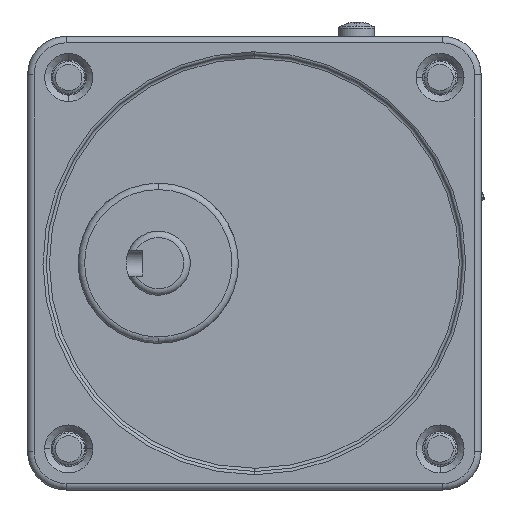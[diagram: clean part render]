
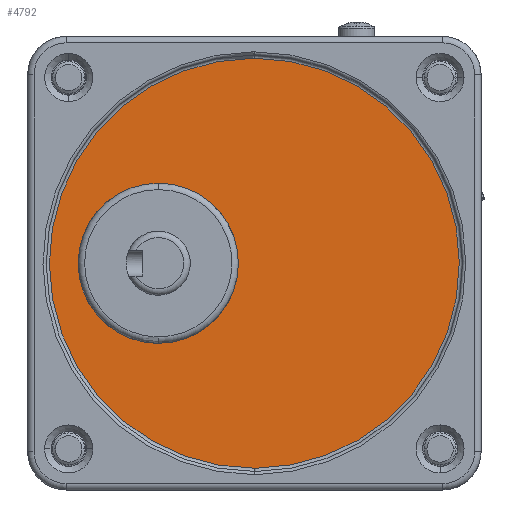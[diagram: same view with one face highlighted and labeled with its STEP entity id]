
A CAD part, front view. The second image highlights one B-rep face of the part: STEP entity #4792.
In plain terms, the highlighted face is planar.
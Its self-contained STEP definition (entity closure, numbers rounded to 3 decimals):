
#3990=CARTESIAN_POINT('',(0.,0.,41.));
#3991=DIRECTION('',(0.,0.,1.));
#3992=DIRECTION('',(1.,0.,0.));
#3993=AXIS2_PLACEMENT_3D('',#3990,#3991,#3992);
#4000=CARTESIAN_POINT('',(0.,0.,41.));
#4001=DIRECTION('',(0.,0.,1.));
#4002=DIRECTION('',(-1.,0.,0.));
#4003=AXIS2_PLACEMENT_3D('',#4000,#4001,#4002);
#4005=CARTESIAN_POINT('',(0.,0.,41.));
#4006=DIRECTION('',(0.,0.,-1.));
#4007=DIRECTION('',(1.,0.,0.));
#4008=AXIS2_PLACEMENT_3D('',#4005,#4006,#4007);
#4010=CARTESIAN_POINT('',(0.,0.,41.));
#4011=DIRECTION('',(0.,0.,-1.));
#4012=DIRECTION('',(-1.,0.,0.));
#4013=AXIS2_PLACEMENT_3D('',#4010,#4011,#4012);
#4143=CARTESIAN_POINT('',(32.,0.,41.));
#4144=VERTEX_POINT('',#4143);
#4145=CARTESIAN_POINT('',(31.999,0.265,41.));
#4146=VERTEX_POINT('',#4145);
#4147=CARTESIAN_POINT('',(-32.,0.,41.));
#4148=VERTEX_POINT('',#4147);
#4149=CARTESIAN_POINT('',(-31.999,-0.265,41.));
#4150=VERTEX_POINT('',#4149);
#4781=CARTESIAN_POINT('',(0.,0.,41.));
#4782=DIRECTION('',(0.,0.,1.));
#4783=DIRECTION('',(1.,0.,0.));
#4784=AXIS2_PLACEMENT_3D('',#4781,#4782,#4783);
#4785=PLANE('',#4784);
#4786=ORIENTED_EDGE('',*,*,#4775,.T.);
#4787=ORIENTED_EDGE('',*,*,#4773,.F.);
#4788=ORIENTED_EDGE('',*,*,#4758,.T.);
#4789=ORIENTED_EDGE('',*,*,#4756,.F.);
#4790=EDGE_LOOP('',(#4786,#4787,#4788,#4789));
#4791=FACE_OUTER_BOUND('',#4790,.F.);
#4792=ADVANCED_FACE('',(#4791),#4785,.T.);
#3994=CIRCLE('',#3993,32.);
#4004=CIRCLE('',#4003,32.);
#4009=CIRCLE('',#4008,32.);
#4014=CIRCLE('',#4013,32.);
#4756=EDGE_CURVE('',#4144,#4146,#3994,.T.);
#4758=EDGE_CURVE('',#4148,#4146,#4014,.T.);
#4773=EDGE_CURVE('',#4148,#4150,#4004,.T.);
#4775=EDGE_CURVE('',#4144,#4150,#4009,.T.);
